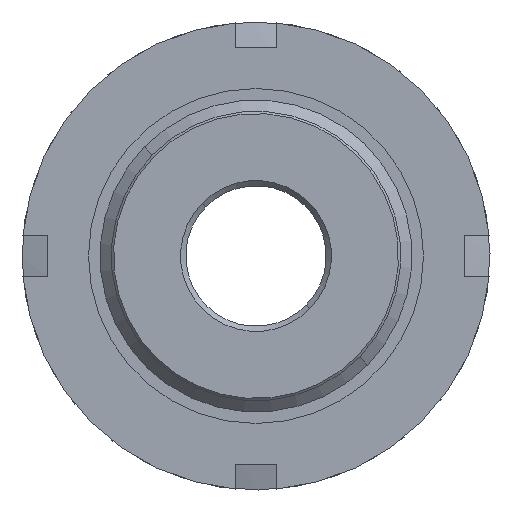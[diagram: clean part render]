
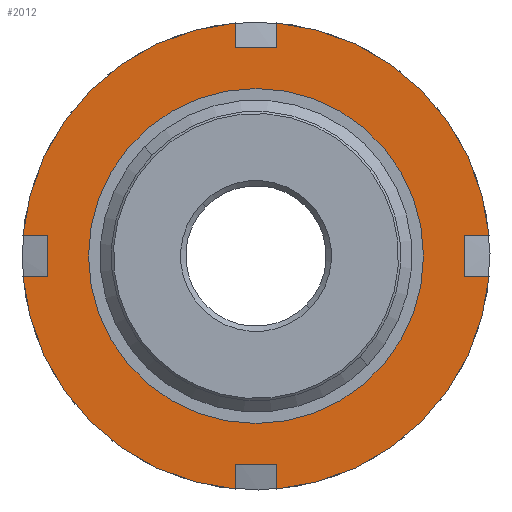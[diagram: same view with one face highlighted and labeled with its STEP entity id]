
A CAD part, front view. The second image highlights one B-rep face of the part: STEP entity #2012.
In plain terms, the highlighted planar face has unit normal (0, -1, 0).
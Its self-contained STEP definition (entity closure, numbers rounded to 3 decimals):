
#15 = CARTESIAN_POINT ( 'NONE',  ( -20., -37., 0. ) ) ;
#49 = CARTESIAN_POINT ( 'NONE',  ( 0., -37., -16.1 ) ) ;
#56 = CARTESIAN_POINT ( 'NONE',  ( 16.1, -37., -2. ) ) ;
#60 = ORIENTED_EDGE ( 'NONE', *, *, #2434, .T. ) ;
#74 = CARTESIAN_POINT ( 'NONE',  ( 16.1, -37., 2. ) ) ;
#83 = DIRECTION ( 'NONE',  ( 0., 0., 1. ) ) ;
#91 = ORIENTED_EDGE ( 'NONE', *, *, #523, .T. ) ;
#99 = CARTESIAN_POINT ( 'NONE',  ( 0., -37., 0. ) ) ;
#111 = CARTESIAN_POINT ( 'NONE',  ( -2., -37., -22.411 ) ) ;
#116 = DIRECTION ( 'NONE',  ( 0., 1., 0. ) ) ;
#137 = EDGE_CURVE ( 'NONE', #2479, #2295, #1870, .T. ) ;
#138 = CARTESIAN_POINT ( 'NONE',  ( -20., -37., 2. ) ) ;
#178 = LINE ( 'NONE', #56, #1713 ) ;
#184 = VECTOR ( 'NONE', #2642, 1000. ) ;
#189 = VECTOR ( 'NONE', #2721, 1000. ) ;
#190 = EDGE_CURVE ( 'NONE', #2306, #869, #747, .T. ) ;
#212 = ORIENTED_EDGE ( 'NONE', *, *, #1473, .F. ) ;
#244 = ORIENTED_EDGE ( 'NONE', *, *, #1296, .F. ) ;
#278 = VERTEX_POINT ( 'NONE', #49 ) ;
#283 = AXIS2_PLACEMENT_3D ( 'NONE', #1035, #1738, #1964 ) ;
#290 = DIRECTION ( 'NONE',  ( 1., 0., 0. ) ) ;
#320 = DIRECTION ( 'NONE',  ( 0., 1., 0. ) ) ;
#332 = VERTEX_POINT ( 'NONE', #2726 ) ;
#336 = DIRECTION ( 'NONE',  ( 1., 0., 0. ) ) ;
#373 = CARTESIAN_POINT ( 'NONE',  ( 22.411, -37., -2. ) ) ;
#417 = VECTOR ( 'NONE', #2833, 1000. ) ;
#437 = VERTEX_POINT ( 'NONE', #2771 ) ;
#441 = CARTESIAN_POINT ( 'NONE',  ( 2., -37., 0. ) ) ;
#458 = LINE ( 'NONE', #558, #2348 ) ;
#461 = DIRECTION ( 'NONE',  ( 0., 0., 1. ) ) ;
#464 = DIRECTION ( 'NONE',  ( -1., 0., 0. ) ) ;
#482 = EDGE_CURVE ( 'NONE', #278, #1965, #1982, .T. ) ;
#519 = DIRECTION ( 'NONE',  ( 0., 1., 0. ) ) ;
#523 = EDGE_CURVE ( 'NONE', #2128, #332, #955, .T. ) ;
#541 = CARTESIAN_POINT ( 'NONE',  ( 20., -37., -2. ) ) ;
#558 = CARTESIAN_POINT ( 'NONE',  ( 16.1, -37., -2. ) ) ;
#576 = ORIENTED_EDGE ( 'NONE', *, *, #2305, .F. ) ;
#588 = ORIENTED_EDGE ( 'NONE', *, *, #190, .T. ) ;
#670 = VECTOR ( 'NONE', #336, 1000. ) ;
#679 = ORIENTED_EDGE ( 'NONE', *, *, #1197, .F. ) ;
#740 = LINE ( 'NONE', #2122, #1979 ) ;
#747 = LINE ( 'NONE', #15, #189 ) ;
#774 = CARTESIAN_POINT ( 'NONE',  ( 0., -37., 0. ) ) ;
#776 = ORIENTED_EDGE ( 'NONE', *, *, #885, .T. ) ;
#788 = DIRECTION ( 'NONE',  ( -1., 0., 0. ) ) ;
#802 = CARTESIAN_POINT ( 'NONE',  ( -2., -37., 0. ) ) ;
#855 = LINE ( 'NONE', #1893, #2658 ) ;
#869 = VERTEX_POINT ( 'NONE', #2105 ) ;
#885 = EDGE_CURVE ( 'NONE', #332, #2295, #740, .T. ) ;
#887 = VECTOR ( 'NONE', #464, 1000. ) ;
#953 = EDGE_CURVE ( 'NONE', #2764, #1861, #855, .T. ) ;
#955 = LINE ( 'NONE', #802, #1797 ) ;
#991 = VERTEX_POINT ( 'NONE', #373 ) ;
#1009 = CARTESIAN_POINT ( 'NONE',  ( 0., -37., 16.1 ) ) ;
#1018 = DIRECTION ( 'NONE',  ( 0., 0., 1. ) ) ;
#1027 = ORIENTED_EDGE ( 'NONE', *, *, #1694, .T. ) ;
#1029 = FACE_BOUND ( 'NONE', #2195, .T. ) ;
#1035 = CARTESIAN_POINT ( 'NONE',  ( 16.1, -37., 0. ) ) ;
#1116 = EDGE_LOOP ( 'NONE', ( #244, #1289, #91, #776, #2472, #212, #60, #2223, #1309, #2458, #1027, #2108, #576, #679, #2171, #588 ) ) ;
#1159 = LINE ( 'NONE', #74, #1643 ) ;
#1197 = EDGE_CURVE ( 'NONE', #2523, #1360, #2054, .T. ) ;
#1234 = DIRECTION ( 'NONE',  ( 0., 1., 0. ) ) ;
#1254 = CARTESIAN_POINT ( 'NONE',  ( -22.411, -37., -2. ) ) ;
#1289 = ORIENTED_EDGE ( 'NONE', *, *, #1419, .F. ) ;
#1296 = EDGE_CURVE ( 'NONE', #1725, #869, #178, .T. ) ;
#1309 = ORIENTED_EDGE ( 'NONE', *, *, #1356, .F. ) ;
#1353 = CARTESIAN_POINT ( 'NONE',  ( 2., -37., -22.411 ) ) ;
#1356 = EDGE_CURVE ( 'NONE', #437, #1861, #1159, .T. ) ;
#1360 = VERTEX_POINT ( 'NONE', #1693 ) ;
#1419 = EDGE_CURVE ( 'NONE', #2128, #1725, #2783, .T. ) ;
#1458 = CARTESIAN_POINT ( 'NONE',  ( 16.1, -37., 2. ) ) ;
#1473 = EDGE_CURVE ( 'NONE', #991, #2479, #2347, .T. ) ;
#1476 = DIRECTION ( 'NONE',  ( 0., 0., 1. ) ) ;
#1491 = FACE_OUTER_BOUND ( 'NONE', #1116, .T. ) ;
#1512 = CARTESIAN_POINT ( 'NONE',  ( 2., -37., 0. ) ) ;
#1580 = VERTEX_POINT ( 'NONE', #1969 ) ;
#1603 = CARTESIAN_POINT ( 'NONE',  ( 0., -37., 0. ) ) ;
#1643 = VECTOR ( 'NONE', #2352, 1000. ) ;
#1667 = AXIS2_PLACEMENT_3D ( 'NONE', #99, #320, #1932 ) ;
#1693 = CARTESIAN_POINT ( 'NONE',  ( -2., -37., 22.411 ) ) ;
#1694 = EDGE_CURVE ( 'NONE', #1580, #2337, #2587, .T. ) ;
#1713 = VECTOR ( 'NONE', #2342, 1000. ) ;
#1725 = VERTEX_POINT ( 'NONE', #1254 ) ;
#1726 = CARTESIAN_POINT ( 'NONE',  ( 0., -37., 0. ) ) ;
#1727 = PLANE ( 'NONE',  #283 ) ;
#1738 = DIRECTION ( 'NONE',  ( 0., 1., 0. ) ) ;
#1797 = VECTOR ( 'NONE', #2169, 1000. ) ;
#1820 = CARTESIAN_POINT ( 'NONE',  ( -22.411, -37., 2. ) ) ;
#1824 = AXIS2_PLACEMENT_3D ( 'NONE', #2598, #1234, #1476 ) ;
#1835 = EDGE_CURVE ( 'NONE', #2337, #2770, #2753, .T. ) ;
#1861 = VERTEX_POINT ( 'NONE', #2267 ) ;
#1870 = LINE ( 'NONE', #441, #2466 ) ;
#1890 = EDGE_CURVE ( 'NONE', #1580, #437, #2619, .T. ) ;
#1891 = CARTESIAN_POINT ( 'NONE',  ( -2., -37., 0. ) ) ;
#1893 = CARTESIAN_POINT ( 'NONE',  ( 20., -37., 0. ) ) ;
#1922 = CARTESIAN_POINT ( 'NONE',  ( 0., -37., 0. ) ) ;
#1928 = EDGE_CURVE ( 'NONE', #1965, #278, #2691, .T. ) ;
#1932 = DIRECTION ( 'NONE',  ( 0., 0., 1. ) ) ;
#1934 = EDGE_CURVE ( 'NONE', #2523, #2306, #2125, .T. ) ;
#1942 = DIRECTION ( 'NONE',  ( 0., 1., 0. ) ) ;
#1964 = DIRECTION ( 'NONE',  ( 0., 0., 1. ) ) ;
#1965 = VERTEX_POINT ( 'NONE', #1009 ) ;
#1967 = ORIENTED_EDGE ( 'NONE', *, *, #1928, .T. ) ;
#1969 = CARTESIAN_POINT ( 'NONE',  ( 2., -37., 22.411 ) ) ;
#1979 = VECTOR ( 'NONE', #290, 1000. ) ;
#1982 = CIRCLE ( 'NONE', #2455, 16.1 ) ;
#2012 = ADVANCED_FACE ( 'NONE', ( #1029, #1491 ), #1727, .F. ) ;
#2017 = LINE ( 'NONE', #1891, #417 ) ;
#2054 = CIRCLE ( 'NONE', #2340, 22.5 ) ;
#2082 = DIRECTION ( 'NONE',  ( 0., 0., 1. ) ) ;
#2105 = CARTESIAN_POINT ( 'NONE',  ( -20., -37., -2. ) ) ;
#2108 = ORIENTED_EDGE ( 'NONE', *, *, #1835, .T. ) ;
#2122 = CARTESIAN_POINT ( 'NONE',  ( 0., -37., -20. ) ) ;
#2125 = LINE ( 'NONE', #1458, #670 ) ;
#2128 = VERTEX_POINT ( 'NONE', #111 ) ;
#2169 = DIRECTION ( 'NONE',  ( 0., 0., 1. ) ) ;
#2171 = ORIENTED_EDGE ( 'NONE', *, *, #1934, .T. ) ;
#2193 = CARTESIAN_POINT ( 'NONE',  ( -2., -37., 20. ) ) ;
#2195 = EDGE_LOOP ( 'NONE', ( #1967, #2556 ) ) ;
#2223 = ORIENTED_EDGE ( 'NONE', *, *, #953, .T. ) ;
#2229 = CARTESIAN_POINT ( 'NONE',  ( 2., -37., 20. ) ) ;
#2267 = CARTESIAN_POINT ( 'NONE',  ( 20., -37., 2. ) ) ;
#2290 = AXIS2_PLACEMENT_3D ( 'NONE', #774, #116, #1018 ) ;
#2295 = VERTEX_POINT ( 'NONE', #2759 ) ;
#2305 = EDGE_CURVE ( 'NONE', #1360, #2770, #2017, .T. ) ;
#2306 = VERTEX_POINT ( 'NONE', #138 ) ;
#2337 = VERTEX_POINT ( 'NONE', #2229 ) ;
#2340 = AXIS2_PLACEMENT_3D ( 'NONE', #1603, #2518, #461 ) ;
#2342 = DIRECTION ( 'NONE',  ( 1., 0., 0. ) ) ;
#2347 = CIRCLE ( 'NONE', #2290, 22.5 ) ;
#2348 = VECTOR ( 'NONE', #788, 1000. ) ;
#2352 = DIRECTION ( 'NONE',  ( -1., 0., 0. ) ) ;
#2403 = DIRECTION ( 'NONE',  ( 0., 0., 1. ) ) ;
#2434 = EDGE_CURVE ( 'NONE', #991, #2764, #458, .T. ) ;
#2455 = AXIS2_PLACEMENT_3D ( 'NONE', #1922, #519, #83 ) ;
#2458 = ORIENTED_EDGE ( 'NONE', *, *, #1890, .F. ) ;
#2466 = VECTOR ( 'NONE', #2082, 1000. ) ;
#2472 = ORIENTED_EDGE ( 'NONE', *, *, #137, .F. ) ;
#2479 = VERTEX_POINT ( 'NONE', #1353 ) ;
#2485 = CARTESIAN_POINT ( 'NONE',  ( 0., -37., 20. ) ) ;
#2518 = DIRECTION ( 'NONE',  ( 0., 1., 0. ) ) ;
#2523 = VERTEX_POINT ( 'NONE', #1820 ) ;
#2556 = ORIENTED_EDGE ( 'NONE', *, *, #482, .T. ) ;
#2587 = LINE ( 'NONE', #1512, #184 ) ;
#2598 = CARTESIAN_POINT ( 'NONE',  ( 0., -37., 0. ) ) ;
#2619 = CIRCLE ( 'NONE', #1824, 22.5 ) ;
#2630 = AXIS2_PLACEMENT_3D ( 'NONE', #1726, #1942, #2858 ) ;
#2642 = DIRECTION ( 'NONE',  ( 0., 0., -1. ) ) ;
#2658 = VECTOR ( 'NONE', #2403, 1000. ) ;
#2691 = CIRCLE ( 'NONE', #1667, 16.1 ) ;
#2721 = DIRECTION ( 'NONE',  ( 0., 0., -1. ) ) ;
#2726 = CARTESIAN_POINT ( 'NONE',  ( -2., -37., -20. ) ) ;
#2753 = LINE ( 'NONE', #2485, #887 ) ;
#2759 = CARTESIAN_POINT ( 'NONE',  ( 2., -37., -20. ) ) ;
#2764 = VERTEX_POINT ( 'NONE', #541 ) ;
#2770 = VERTEX_POINT ( 'NONE', #2193 ) ;
#2771 = CARTESIAN_POINT ( 'NONE',  ( 22.411, -37., 2. ) ) ;
#2783 = CIRCLE ( 'NONE', #2630, 22.5 ) ;
#2833 = DIRECTION ( 'NONE',  ( 0., 0., -1. ) ) ;
#2858 = DIRECTION ( 'NONE',  ( 0., 0., 1. ) ) ;
